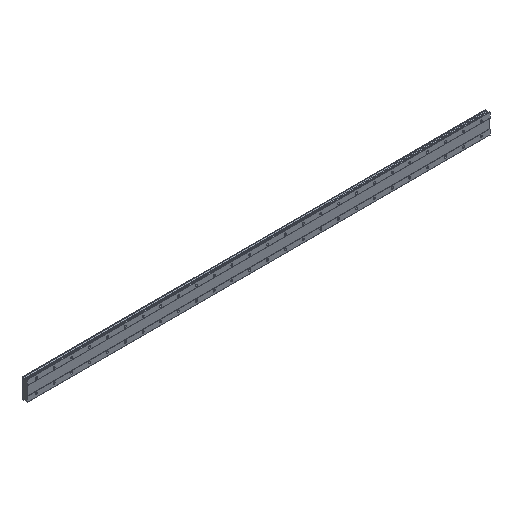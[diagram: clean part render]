
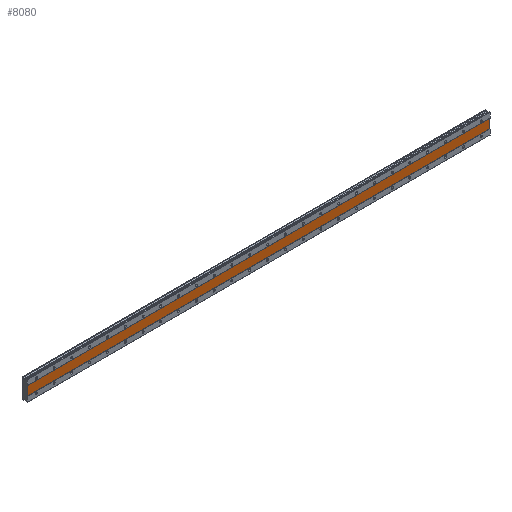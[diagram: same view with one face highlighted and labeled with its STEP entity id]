
A CAD part, isometric view. The second image highlights one B-rep face of the part: STEP entity #8080.
In plain terms, the highlighted planar face has unit normal (0, -1, 0).
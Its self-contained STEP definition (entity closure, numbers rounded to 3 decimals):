
#32 = CARTESIAN_POINT ( 'NONE',  ( -40., 1., -20. ) ) ;
#112 = CARTESIAN_POINT ( 'NONE',  ( -40., 1., 20. ) ) ;
#137 = DIRECTION ( 'NONE',  ( 0., 1., 0. ) ) ;
#252 = VECTOR ( 'NONE', #5044, 1000. ) ;
#436 = VERTEX_POINT ( 'NONE', #32 ) ;
#602 = DIRECTION ( 'NONE',  ( 0., 0., -1. ) ) ;
#1093 = ORIENTED_EDGE ( 'NONE', *, *, #8458, .F. ) ;
#2200 = DIRECTION ( 'NONE',  ( -1., 0., 0. ) ) ;
#2888 = VECTOR ( 'NONE', #5112, 1000. ) ;
#2993 = DIRECTION ( 'NONE',  ( 0., 0., 1. ) ) ;
#3090 = ORIENTED_EDGE ( 'NONE', *, *, #4372, .F. ) ;
#3172 = VERTEX_POINT ( 'NONE', #6281 ) ;
#3243 = EDGE_CURVE ( 'NONE', #3617, #5723, #4367, .T. ) ;
#3617 = VERTEX_POINT ( 'NONE', #5381 ) ;
#3666 = CARTESIAN_POINT ( 'NONE',  ( 2040., 1., 20. ) ) ;
#4004 = VECTOR ( 'NONE', #602, 1000. ) ;
#4307 = VECTOR ( 'NONE', #2200, 1000. ) ;
#4367 = LINE ( 'NONE', #3666, #2888 ) ;
#4372 = EDGE_CURVE ( 'NONE', #436, #3617, #6450, .T. ) ;
#5022 = CARTESIAN_POINT ( 'NONE',  ( 2040., 1., 20. ) ) ;
#5044 = DIRECTION ( 'NONE',  ( 0., 0., 1. ) ) ;
#5112 = DIRECTION ( 'NONE',  ( 1., 0., 0. ) ) ;
#5123 = LINE ( 'NONE', #5169, #4307 ) ;
#5169 = CARTESIAN_POINT ( 'NONE',  ( 2040., 1., -20. ) ) ;
#5381 = CARTESIAN_POINT ( 'NONE',  ( -40., 1., 20. ) ) ;
#5592 = LINE ( 'NONE', #6947, #4004 ) ;
#5723 = VERTEX_POINT ( 'NONE', #5022 ) ;
#5741 = PLANE ( 'NONE',  #8184 ) ;
#6281 = CARTESIAN_POINT ( 'NONE',  ( 2040., 1., -20. ) ) ;
#6450 = LINE ( 'NONE', #112, #252 ) ;
#6476 = FACE_OUTER_BOUND ( 'NONE', #8026, .T. ) ;
#6947 = CARTESIAN_POINT ( 'NONE',  ( 2040., 1., 20. ) ) ;
#7264 = CARTESIAN_POINT ( 'NONE',  ( 2040., 1., 20. ) ) ;
#7544 = ORIENTED_EDGE ( 'NONE', *, *, #3243, .F. ) ;
#8026 = EDGE_LOOP ( 'NONE', ( #1093, #8848, #7544, #3090 ) ) ;
#8080 = ADVANCED_FACE ( 'NONE', ( #6476 ), #5741, .F. ) ;
#8184 = AXIS2_PLACEMENT_3D ( 'NONE', #7264, #137, #2993 ) ;
#8389 = EDGE_CURVE ( 'NONE', #5723, #3172, #5592, .T. ) ;
#8458 = EDGE_CURVE ( 'NONE', #3172, #436, #5123, .T. ) ;
#8848 = ORIENTED_EDGE ( 'NONE', *, *, #8389, .F. ) ;
